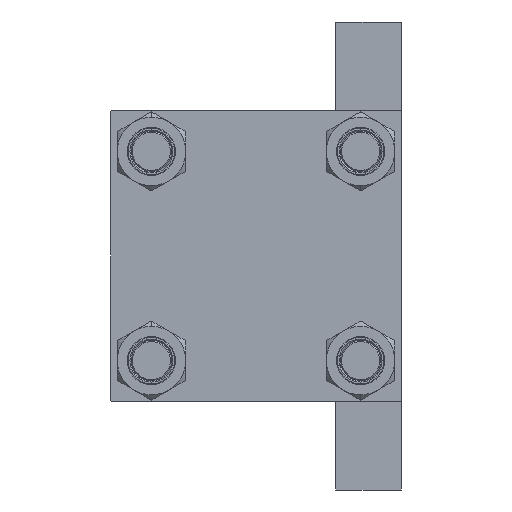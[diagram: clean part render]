
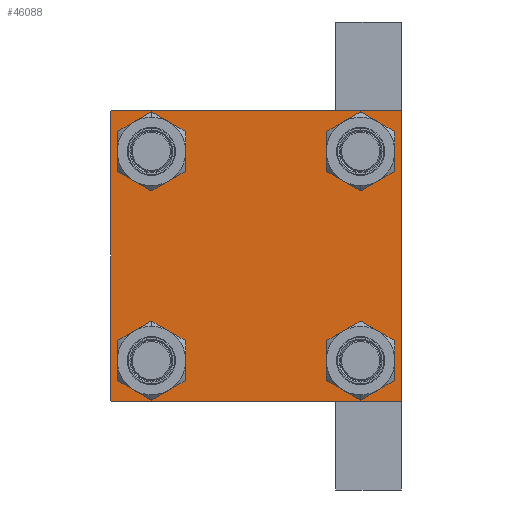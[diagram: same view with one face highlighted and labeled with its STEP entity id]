
A CAD part, left-side view. The second image highlights one B-rep face of the part: STEP entity #46088.
In plain terms, the highlighted planar face has unit normal (-1, 0, 0).
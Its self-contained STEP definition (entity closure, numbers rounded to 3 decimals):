
#19 = CARTESIAN_POINT ( 'NONE',  ( 0., -41.35, 41.35 ) ) ;
#495 = CARTESIAN_POINT ( 'NONE',  ( 0., -41.35, -49.85 ) ) ;
#541 = CARTESIAN_POINT ( 'NONE',  ( 0., 57.25, 57.25 ) ) ;
#717 = VECTOR ( 'NONE', #5757, 1000. ) ;
#831 = LINE ( 'NONE', #33458, #40878 ) ;
#1082 = AXIS2_PLACEMENT_3D ( 'NONE', #9073, #31441, #23900 ) ;
#1671 = CARTESIAN_POINT ( 'NONE',  ( 0., 57.5, -57. ) ) ;
#1719 = DIRECTION ( 'NONE',  ( 0., 0., -1. ) ) ;
#1729 = VECTOR ( 'NONE', #8688, 1000. ) ;
#2305 = ORIENTED_EDGE ( 'NONE', *, *, #7024, .T. ) ;
#2799 = EDGE_CURVE ( 'NONE', #4023, #21041, #46142, .T. ) ;
#2802 = ORIENTED_EDGE ( 'NONE', *, *, #21563, .T. ) ;
#3023 = AXIS2_PLACEMENT_3D ( 'NONE', #5754, #13064, #27881 ) ;
#3936 = VECTOR ( 'NONE', #5500, 1000. ) ;
#4023 = VERTEX_POINT ( 'NONE', #37808 ) ;
#4696 = EDGE_CURVE ( 'NONE', #43613, #8858, #24325, .T. ) ;
#5500 = DIRECTION ( 'NONE',  ( 0., 0.707, 0.707 ) ) ;
#5597 = DIRECTION ( 'NONE',  ( 0., -1., 0. ) ) ;
#5754 = CARTESIAN_POINT ( 'NONE',  ( 0., 41.35, 41.35 ) ) ;
#5757 = DIRECTION ( 'NONE',  ( 0., 0., -1. ) ) ;
#6484 = EDGE_LOOP ( 'NONE', ( #2802, #15550, #45242, #27311, #42572, #2305, #14366, #15170 ) ) ;
#6847 = DIRECTION ( 'NONE',  ( 1., 0., 0. ) ) ;
#7024 = EDGE_CURVE ( 'NONE', #4023, #8858, #23989, .T. ) ;
#7400 = ORIENTED_EDGE ( 'NONE', *, *, #27402, .T. ) ;
#7730 = DIRECTION ( 'NONE',  ( 1., 0., 0. ) ) ;
#7766 = EDGE_LOOP ( 'NONE', ( #11305, #18918 ) ) ;
#7981 = CIRCLE ( 'NONE', #28189, 8.5 ) ;
#8172 = AXIS2_PLACEMENT_3D ( 'NONE', #31881, #17751, #46237 ) ;
#8686 = CARTESIAN_POINT ( 'NONE',  ( 0., -57.5, 57.5 ) ) ;
#8688 = DIRECTION ( 'NONE',  ( 0., -0.707, 0.707 ) ) ;
#8842 = EDGE_LOOP ( 'NONE', ( #21366, #15657 ) ) ;
#8858 = VERTEX_POINT ( 'NONE', #31987 ) ;
#9073 = CARTESIAN_POINT ( 'NONE',  ( 0., 41.35, -41.35 ) ) ;
#9376 = PLANE ( 'NONE',  #18554 ) ;
#10442 = EDGE_CURVE ( 'NONE', #21395, #21041, #15735, .T. ) ;
#10819 = ORIENTED_EDGE ( 'NONE', *, *, #11159, .T. ) ;
#11159 = EDGE_CURVE ( 'NONE', #41345, #43354, #7981, .T. ) ;
#11305 = ORIENTED_EDGE ( 'NONE', *, *, #38995, .T. ) ;
#11588 = CARTESIAN_POINT ( 'NONE',  ( 0., 41.35, -49.85 ) ) ;
#12749 = EDGE_CURVE ( 'NONE', #27863, #47606, #38316, .T. ) ;
#12911 = CARTESIAN_POINT ( 'NONE',  ( 0., 57.5, 57.5 ) ) ;
#13018 = FACE_BOUND ( 'NONE', #8842, .T. ) ;
#13064 = DIRECTION ( 'NONE',  ( 1., 0., 0. ) ) ;
#13131 = CARTESIAN_POINT ( 'NONE',  ( 0., -41.35, -32.85 ) ) ;
#14217 = AXIS2_PLACEMENT_3D ( 'NONE', #19, #6847, #14865 ) ;
#14366 = ORIENTED_EDGE ( 'NONE', *, *, #4696, .F. ) ;
#14405 = CARTESIAN_POINT ( 'NONE',  ( 0., -57., -57.5 ) ) ;
#14669 = CIRCLE ( 'NONE', #3023, 8.5 ) ;
#14744 = CIRCLE ( 'NONE', #31063, 8.5 ) ;
#14865 = DIRECTION ( 'NONE',  ( 0., 0., 1. ) ) ;
#15082 = CIRCLE ( 'NONE', #1082, 8.5 ) ;
#15170 = ORIENTED_EDGE ( 'NONE', *, *, #38105, .T. ) ;
#15550 = ORIENTED_EDGE ( 'NONE', *, *, #19227, .T. ) ;
#15657 = ORIENTED_EDGE ( 'NONE', *, *, #12749, .T. ) ;
#15735 = LINE ( 'NONE', #38355, #1729 ) ;
#16024 = CIRCLE ( 'NONE', #43971, 8.5 ) ;
#16207 = EDGE_CURVE ( 'NONE', #39034, #21395, #38574, .T. ) ;
#16408 = DIRECTION ( 'NONE',  ( -1., 0., 0. ) ) ;
#16669 = VERTEX_POINT ( 'NONE', #1671 ) ;
#17375 = CARTESIAN_POINT ( 'NONE',  ( 0., 0., 0. ) ) ;
#17751 = DIRECTION ( 'NONE',  ( 1., 0., 0. ) ) ;
#18554 = AXIS2_PLACEMENT_3D ( 'NONE', #17375, #16408, #42913 ) ;
#18918 = ORIENTED_EDGE ( 'NONE', *, *, #46960, .T. ) ;
#19056 = EDGE_LOOP ( 'NONE', ( #23438, #7400 ) ) ;
#19227 = EDGE_CURVE ( 'NONE', #16669, #39034, #831, .T. ) ;
#19328 = DIRECTION ( 'NONE',  ( 0., -0.707, -0.707 ) ) ;
#19343 = CARTESIAN_POINT ( 'NONE',  ( 0., -41.35, -41.35 ) ) ;
#21041 = VERTEX_POINT ( 'NONE', #37899 ) ;
#21325 = DIRECTION ( 'NONE',  ( 1., 0., 0. ) ) ;
#21366 = ORIENTED_EDGE ( 'NONE', *, *, #45190, .T. ) ;
#21395 = VERTEX_POINT ( 'NONE', #14405 ) ;
#21563 = EDGE_CURVE ( 'NONE', #32654, #16669, #28225, .T. ) ;
#21764 = VERTEX_POINT ( 'NONE', #44969 ) ;
#23438 = ORIENTED_EDGE ( 'NONE', *, *, #42884, .T. ) ;
#23900 = DIRECTION ( 'NONE',  ( 0., 0., 1. ) ) ;
#23989 = LINE ( 'NONE', #31043, #3936 ) ;
#24325 = LINE ( 'NONE', #12911, #45061 ) ;
#24666 = FACE_BOUND ( 'NONE', #19056, .T. ) ;
#26516 = CARTESIAN_POINT ( 'NONE',  ( 0., 41.35, 41.35 ) ) ;
#26556 = DIRECTION ( 'NONE',  ( 0., 0.707, -0.707 ) ) ;
#27311 = ORIENTED_EDGE ( 'NONE', *, *, #10442, .T. ) ;
#27402 = EDGE_CURVE ( 'NONE', #47536, #30093, #14744, .T. ) ;
#27577 = CIRCLE ( 'NONE', #8172, 8.5 ) ;
#27863 = VERTEX_POINT ( 'NONE', #46036 ) ;
#27881 = DIRECTION ( 'NONE',  ( 0., 0., 1. ) ) ;
#28189 = AXIS2_PLACEMENT_3D ( 'NONE', #37160, #7730, #44218 ) ;
#28225 = LINE ( 'NONE', #35065, #42505 ) ;
#29721 = VECTOR ( 'NONE', #26556, 1000. ) ;
#29890 = CARTESIAN_POINT ( 'NONE',  ( 0., 57., 57.5 ) ) ;
#29928 = DIRECTION ( 'NONE',  ( 0., 0., 1. ) ) ;
#30093 = VERTEX_POINT ( 'NONE', #13131 ) ;
#30659 = CARTESIAN_POINT ( 'NONE',  ( 0., 57., -57.5 ) ) ;
#31043 = CARTESIAN_POINT ( 'NONE',  ( 0., -57.25, 57.25 ) ) ;
#31063 = AXIS2_PLACEMENT_3D ( 'NONE', #19343, #44882, #41229 ) ;
#31441 = DIRECTION ( 'NONE',  ( 1., 0., 0. ) ) ;
#31881 = CARTESIAN_POINT ( 'NONE',  ( 0., -41.35, -41.35 ) ) ;
#31979 = FACE_BOUND ( 'NONE', #7766, .T. ) ;
#31987 = CARTESIAN_POINT ( 'NONE',  ( 0., -57., 57.5 ) ) ;
#32654 = VERTEX_POINT ( 'NONE', #44906 ) ;
#33277 = VERTEX_POINT ( 'NONE', #34768 ) ;
#33458 = CARTESIAN_POINT ( 'NONE',  ( 0., 57.25, -57.25 ) ) ;
#33883 = LINE ( 'NONE', #541, #29721 ) ;
#34768 = CARTESIAN_POINT ( 'NONE',  ( 0., -41.35, 49.85 ) ) ;
#34805 = CARTESIAN_POINT ( 'NONE',  ( 0., 41.35, -32.85 ) ) ;
#35065 = CARTESIAN_POINT ( 'NONE',  ( 0., 57.5, 57.5 ) ) ;
#35221 = AXIS2_PLACEMENT_3D ( 'NONE', #26516, #45257, #29928 ) ;
#35657 = ORIENTED_EDGE ( 'NONE', *, *, #41122, .T. ) ;
#36755 = CIRCLE ( 'NONE', #14217, 8.5 ) ;
#37160 = CARTESIAN_POINT ( 'NONE',  ( 0., 41.35, -41.35 ) ) ;
#37808 = CARTESIAN_POINT ( 'NONE',  ( 0., -57.5, 57. ) ) ;
#37899 = CARTESIAN_POINT ( 'NONE',  ( 0., -57.5, -57. ) ) ;
#38105 = EDGE_CURVE ( 'NONE', #43613, #32654, #33883, .T. ) ;
#38316 = CIRCLE ( 'NONE', #35221, 8.5 ) ;
#38355 = CARTESIAN_POINT ( 'NONE',  ( 0., -57.25, -57.25 ) ) ;
#38574 = LINE ( 'NONE', #43422, #43928 ) ;
#38995 = EDGE_CURVE ( 'NONE', #33277, #21764, #36755, .T. ) ;
#39034 = VERTEX_POINT ( 'NONE', #30659 ) ;
#40878 = VECTOR ( 'NONE', #19328, 1000. ) ;
#41122 = EDGE_CURVE ( 'NONE', #43354, #41345, #15082, .T. ) ;
#41229 = DIRECTION ( 'NONE',  ( 0., 0., 1. ) ) ;
#41345 = VERTEX_POINT ( 'NONE', #34805 ) ;
#42191 = FACE_BOUND ( 'NONE', #46379, .T. ) ;
#42464 = DIRECTION ( 'NONE',  ( 0., -1., 0. ) ) ;
#42505 = VECTOR ( 'NONE', #1719, 1000. ) ;
#42572 = ORIENTED_EDGE ( 'NONE', *, *, #2799, .F. ) ;
#42805 = CARTESIAN_POINT ( 'NONE',  ( 0., 41.35, 49.85 ) ) ;
#42884 = EDGE_CURVE ( 'NONE', #30093, #47536, #27577, .T. ) ;
#42913 = DIRECTION ( 'NONE',  ( 0., 0., 1. ) ) ;
#43354 = VERTEX_POINT ( 'NONE', #11588 ) ;
#43422 = CARTESIAN_POINT ( 'NONE',  ( 0., 57.5, -57.5 ) ) ;
#43613 = VERTEX_POINT ( 'NONE', #29890 ) ;
#43928 = VECTOR ( 'NONE', #42464, 1000. ) ;
#43971 = AXIS2_PLACEMENT_3D ( 'NONE', #46878, #21325, #46395 ) ;
#44218 = DIRECTION ( 'NONE',  ( 0., 0., 1. ) ) ;
#44882 = DIRECTION ( 'NONE',  ( 1., 0., 0. ) ) ;
#44906 = CARTESIAN_POINT ( 'NONE',  ( 0., 57.5, 57. ) ) ;
#44969 = CARTESIAN_POINT ( 'NONE',  ( 0., -41.35, 32.85 ) ) ;
#45061 = VECTOR ( 'NONE', #5597, 1000. ) ;
#45190 = EDGE_CURVE ( 'NONE', #47606, #27863, #14669, .T. ) ;
#45242 = ORIENTED_EDGE ( 'NONE', *, *, #16207, .T. ) ;
#45257 = DIRECTION ( 'NONE',  ( 1., 0., 0. ) ) ;
#46036 = CARTESIAN_POINT ( 'NONE',  ( 0., 41.35, 32.85 ) ) ;
#46088 = ADVANCED_FACE ( 'NONE', ( #31979, #24666, #42191, #13018, #46814 ), #9376, .T. ) ;
#46142 = LINE ( 'NONE', #8686, #717 ) ;
#46237 = DIRECTION ( 'NONE',  ( 0., 0., 1. ) ) ;
#46379 = EDGE_LOOP ( 'NONE', ( #10819, #35657 ) ) ;
#46395 = DIRECTION ( 'NONE',  ( 0., 0., 1. ) ) ;
#46814 = FACE_OUTER_BOUND ( 'NONE', #6484, .T. ) ;
#46878 = CARTESIAN_POINT ( 'NONE',  ( 0., -41.35, 41.35 ) ) ;
#46960 = EDGE_CURVE ( 'NONE', #21764, #33277, #16024, .T. ) ;
#47536 = VERTEX_POINT ( 'NONE', #495 ) ;
#47606 = VERTEX_POINT ( 'NONE', #42805 ) ;
